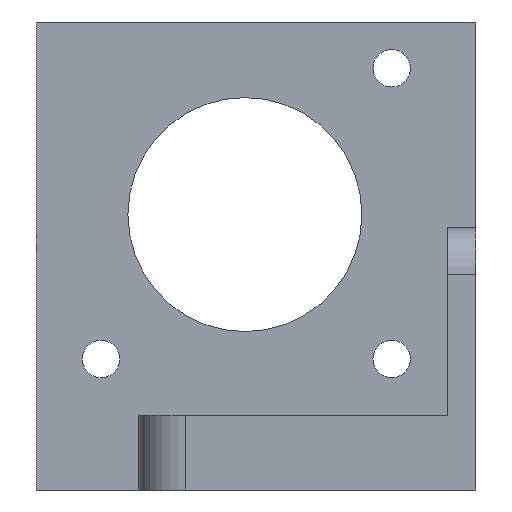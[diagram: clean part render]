
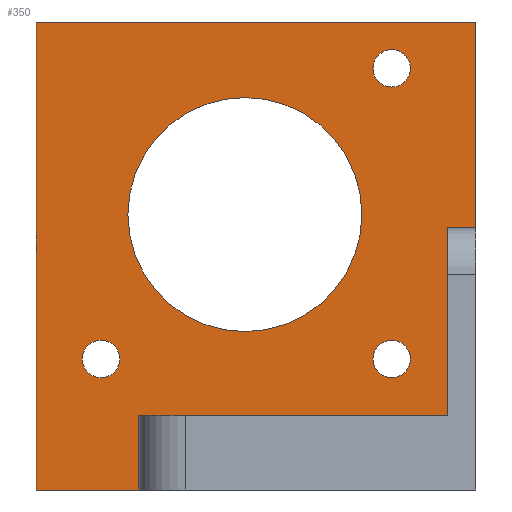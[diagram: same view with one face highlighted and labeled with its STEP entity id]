
A CAD part, left-side view. The second image highlights one B-rep face of the part: STEP entity #350.
In plain terms, the highlighted planar face has unit normal (-1, 0, 0).
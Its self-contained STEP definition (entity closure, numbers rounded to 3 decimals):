
#1 = CARTESIAN_POINT ( 'NONE',  ( 60., 9., 14. ) ) ;
#3 = EDGE_CURVE ( 'NONE', #979, #611, #312, .T. ) ;
#25 = EDGE_CURVE ( 'NONE', #416, #1611, #272, .T. ) ;
#66 = EDGE_CURVE ( 'NONE', #785, #792, #1256, .T. ) ;
#71 = CARTESIAN_POINT ( 'NONE',  ( 60., 9., 12. ) ) ;
#108 = AXIS2_PLACEMENT_3D ( 'NONE', #674, #1388, #978 ) ;
#114 = FACE_BOUND ( 'NONE', #1092, .T. ) ;
#121 = DIRECTION ( 'NONE',  ( 0., 0., 1. ) ) ;
#122 = DIRECTION ( 'NONE',  ( 0., 0., 1. ) ) ;
#131 = FACE_BOUND ( 'NONE', #345, .T. ) ;
#172 = CIRCLE ( 'NONE', #1745, 2. ) ;
#178 = LINE ( 'NONE', #1436, #1575 ) ;
#197 = EDGE_CURVE ( 'NONE', #1267, #1709, #484, .T. ) ;
#229 = ORIENTED_EDGE ( 'NONE', *, *, #1673, .T. ) ;
#243 = DIRECTION ( 'NONE',  ( 0., 0., 1. ) ) ;
#250 = LINE ( 'NONE', #380, #513 ) ;
#259 = CARTESIAN_POINT ( 'NONE',  ( 60., 9., 45.05 ) ) ;
#261 = CARTESIAN_POINT ( 'NONE',  ( 60., 0., -47.381 ) ) ;
#272 = LINE ( 'NONE', #1354, #1495 ) ;
#297 = CARTESIAN_POINT ( 'NONE',  ( 60., 0., 50. ) ) ;
#300 = VERTEX_POINT ( 'NONE', #1162 ) ;
#308 = CARTESIAN_POINT ( 'NONE',  ( 60., 9., 16. ) ) ;
#312 = CIRCLE ( 'NONE', #742, 2. ) ;
#322 = EDGE_CURVE ( 'NONE', #416, #300, #381, .T. ) ;
#335 = ORIENTED_EDGE ( 'NONE', *, *, #1567, .F. ) ;
#340 = CARTESIAN_POINT ( 'NONE',  ( 60., 0., 50. ) ) ;
#341 = EDGE_CURVE ( 'NONE', #1460, #1560, #172, .T. ) ;
#345 = EDGE_LOOP ( 'NONE', ( #889, #335 ) ) ;
#350 = ADVANCED_FACE ( 'NONE', ( #1641, #131, #1049, #114, #1211 ), #523, .T. ) ;
#366 = EDGE_CURVE ( 'NONE', #723, #640, #518, .T. ) ;
#376 = CARTESIAN_POINT ( 'NONE',  ( 60., 9., 45.05 ) ) ;
#380 = CARTESIAN_POINT ( 'NONE',  ( 60., 36., 8. ) ) ;
#381 = LINE ( 'NONE', #1220, #572 ) ;
#386 = DIRECTION ( 'NONE',  ( 0., 0., 1. ) ) ;
#416 = VERTEX_POINT ( 'NONE', #806 ) ;
#461 = VECTOR ( 'NONE', #1087, 1000. ) ;
#481 = CARTESIAN_POINT ( 'NONE',  ( 60., 24.685, 16.927 ) ) ;
#484 = CIRCLE ( 'NONE', #1140, 12.5 ) ;
#512 = AXIS2_PLACEMENT_3D ( 'NONE', #261, #935, #1630 ) ;
#513 = VECTOR ( 'NONE', #1337, 1000. ) ;
#518 = LINE ( 'NONE', #1608, #461 ) ;
#523 = PLANE ( 'NONE',  #512 ) ;
#535 = CARTESIAN_POINT ( 'NONE',  ( 60., 40.05, 14. ) ) ;
#557 = DIRECTION ( 'NONE',  ( 0., -1., 0. ) ) ;
#570 = CARTESIAN_POINT ( 'NONE',  ( 60., 9., 47.05 ) ) ;
#572 = VECTOR ( 'NONE', #243, 1000. ) ;
#575 = DIRECTION ( 'NONE',  ( 0., 0., 1. ) ) ;
#592 = CARTESIAN_POINT ( 'NONE',  ( 60., 36., 0. ) ) ;
#606 = CARTESIAN_POINT ( 'NONE',  ( 60., 0., 8. ) ) ;
#611 = VERTEX_POINT ( 'NONE', #71 ) ;
#627 = CIRCLE ( 'NONE', #1371, 2. ) ;
#640 = VERTEX_POINT ( 'NONE', #1314 ) ;
#642 = CARTESIAN_POINT ( 'NONE',  ( 60., 40.05, 16. ) ) ;
#671 = DIRECTION ( 'NONE',  ( -1., 0., 0. ) ) ;
#674 = CARTESIAN_POINT ( 'NONE',  ( 60., 40.05, 14. ) ) ;
#689 = CARTESIAN_POINT ( 'NONE',  ( 60., 24.685, 29.427 ) ) ;
#702 = DIRECTION ( 'NONE',  ( 0., -1., 0. ) ) ;
#723 = VERTEX_POINT ( 'NONE', #606 ) ;
#742 = AXIS2_PLACEMENT_3D ( 'NONE', #1509, #1255, #1652 ) ;
#743 = CIRCLE ( 'NONE', #1356, 2. ) ;
#767 = CARTESIAN_POINT ( 'NONE',  ( 60., 24.685, 29.427 ) ) ;
#774 = ORIENTED_EDGE ( 'NONE', *, *, #322, .F. ) ;
#785 = VERTEX_POINT ( 'NONE', #642 ) ;
#791 = AXIS2_PLACEMENT_3D ( 'NONE', #689, #1640, #386 ) ;
#792 = VERTEX_POINT ( 'NONE', #1348 ) ;
#797 = DIRECTION ( 'NONE',  ( -1., 0., 0. ) ) ;
#806 = CARTESIAN_POINT ( 'NONE',  ( 60., 47., 0. ) ) ;
#834 = LINE ( 'NONE', #297, #1609 ) ;
#843 = ORIENTED_EDGE ( 'NONE', *, *, #1380, .F. ) ;
#852 = ORIENTED_EDGE ( 'NONE', *, *, #66, .F. ) ;
#865 = ORIENTED_EDGE ( 'NONE', *, *, #197, .F. ) ;
#866 = EDGE_LOOP ( 'NONE', ( #1286, #1150 ) ) ;
#885 = DIRECTION ( 'NONE',  ( -1., 0., 0. ) ) ;
#889 = ORIENTED_EDGE ( 'NONE', *, *, #341, .F. ) ;
#935 = DIRECTION ( 'NONE',  ( -1., 0., 0. ) ) ;
#978 = DIRECTION ( 'NONE',  ( 0., 0., 1. ) ) ;
#979 = VERTEX_POINT ( 'NONE', #308 ) ;
#1031 = ORIENTED_EDGE ( 'NONE', *, *, #1543, .F. ) ;
#1039 = DIRECTION ( 'NONE',  ( 0., 0., 1. ) ) ;
#1049 = FACE_BOUND ( 'NONE', #866, .T. ) ;
#1071 = EDGE_CURVE ( 'NONE', #611, #979, #1438, .T. ) ;
#1086 = EDGE_CURVE ( 'NONE', #300, #1234, #834, .T. ) ;
#1087 = DIRECTION ( 'NONE',  ( 0., 1., 0. ) ) ;
#1092 = EDGE_LOOP ( 'NONE', ( #852, #1593 ) ) ;
#1140 = AXIS2_PLACEMENT_3D ( 'NONE', #767, #885, #1597 ) ;
#1150 = ORIENTED_EDGE ( 'NONE', *, *, #1071, .F. ) ;
#1162 = CARTESIAN_POINT ( 'NONE',  ( 60., 47., 50. ) ) ;
#1211 = FACE_OUTER_BOUND ( 'NONE', #1377, .T. ) ;
#1214 = DIRECTION ( 'NONE',  ( -1., 0., 0. ) ) ;
#1220 = CARTESIAN_POINT ( 'NONE',  ( 60., 47., -47.381 ) ) ;
#1234 = VERTEX_POINT ( 'NONE', #340 ) ;
#1255 = DIRECTION ( 'NONE',  ( -1., 0., 0. ) ) ;
#1256 = CIRCLE ( 'NONE', #108, 2. ) ;
#1267 = VERTEX_POINT ( 'NONE', #481 ) ;
#1281 = DIRECTION ( 'NONE',  ( 0., 0., 1. ) ) ;
#1286 = ORIENTED_EDGE ( 'NONE', *, *, #3, .F. ) ;
#1314 = CARTESIAN_POINT ( 'NONE',  ( 60., 36., 8. ) ) ;
#1337 = DIRECTION ( 'NONE',  ( 0., 0., -1. ) ) ;
#1339 = CIRCLE ( 'NONE', #791, 12.5 ) ;
#1341 = AXIS2_PLACEMENT_3D ( 'NONE', #1, #671, #575 ) ;
#1348 = CARTESIAN_POINT ( 'NONE',  ( 60., 40.05, 12. ) ) ;
#1354 = CARTESIAN_POINT ( 'NONE',  ( 60., 0., 0. ) ) ;
#1356 = AXIS2_PLACEMENT_3D ( 'NONE', #535, #1214, #1039 ) ;
#1368 = DIRECTION ( 'NONE',  ( -1., 0., 0. ) ) ;
#1371 = AXIS2_PLACEMENT_3D ( 'NONE', #259, #797, #121 ) ;
#1377 = EDGE_LOOP ( 'NONE', ( #843, #1656, #229, #1599, #774, #1566 ) ) ;
#1380 = EDGE_CURVE ( 'NONE', #640, #1611, #250, .T. ) ;
#1388 = DIRECTION ( 'NONE',  ( -1., 0., 0. ) ) ;
#1424 = EDGE_LOOP ( 'NONE', ( #1031, #865 ) ) ;
#1436 = CARTESIAN_POINT ( 'NONE',  ( 60., 0., -47.381 ) ) ;
#1438 = CIRCLE ( 'NONE', #1341, 2. ) ;
#1460 = VERTEX_POINT ( 'NONE', #570 ) ;
#1495 = VECTOR ( 'NONE', #557, 1000. ) ;
#1509 = CARTESIAN_POINT ( 'NONE',  ( 60., 9., 14. ) ) ;
#1543 = EDGE_CURVE ( 'NONE', #1709, #1267, #1339, .T. ) ;
#1560 = VERTEX_POINT ( 'NONE', #1655 ) ;
#1566 = ORIENTED_EDGE ( 'NONE', *, *, #25, .T. ) ;
#1567 = EDGE_CURVE ( 'NONE', #1560, #1460, #627, .T. ) ;
#1575 = VECTOR ( 'NONE', #1281, 1000. ) ;
#1593 = ORIENTED_EDGE ( 'NONE', *, *, #1726, .F. ) ;
#1597 = DIRECTION ( 'NONE',  ( 0., 0., 1. ) ) ;
#1599 = ORIENTED_EDGE ( 'NONE', *, *, #1086, .F. ) ;
#1608 = CARTESIAN_POINT ( 'NONE',  ( 60., 0., 8. ) ) ;
#1609 = VECTOR ( 'NONE', #702, 1000. ) ;
#1611 = VERTEX_POINT ( 'NONE', #592 ) ;
#1630 = DIRECTION ( 'NONE',  ( 0., 0., 1. ) ) ;
#1640 = DIRECTION ( 'NONE',  ( -1., 0., 0. ) ) ;
#1641 = FACE_BOUND ( 'NONE', #1424, .T. ) ;
#1652 = DIRECTION ( 'NONE',  ( 0., 0., 1. ) ) ;
#1655 = CARTESIAN_POINT ( 'NONE',  ( 60., 9., 43.05 ) ) ;
#1656 = ORIENTED_EDGE ( 'NONE', *, *, #366, .F. ) ;
#1673 = EDGE_CURVE ( 'NONE', #723, #1234, #178, .T. ) ;
#1699 = CARTESIAN_POINT ( 'NONE',  ( 60., 24.685, 41.927 ) ) ;
#1709 = VERTEX_POINT ( 'NONE', #1699 ) ;
#1726 = EDGE_CURVE ( 'NONE', #792, #785, #743, .T. ) ;
#1745 = AXIS2_PLACEMENT_3D ( 'NONE', #376, #1368, #122 ) ;
